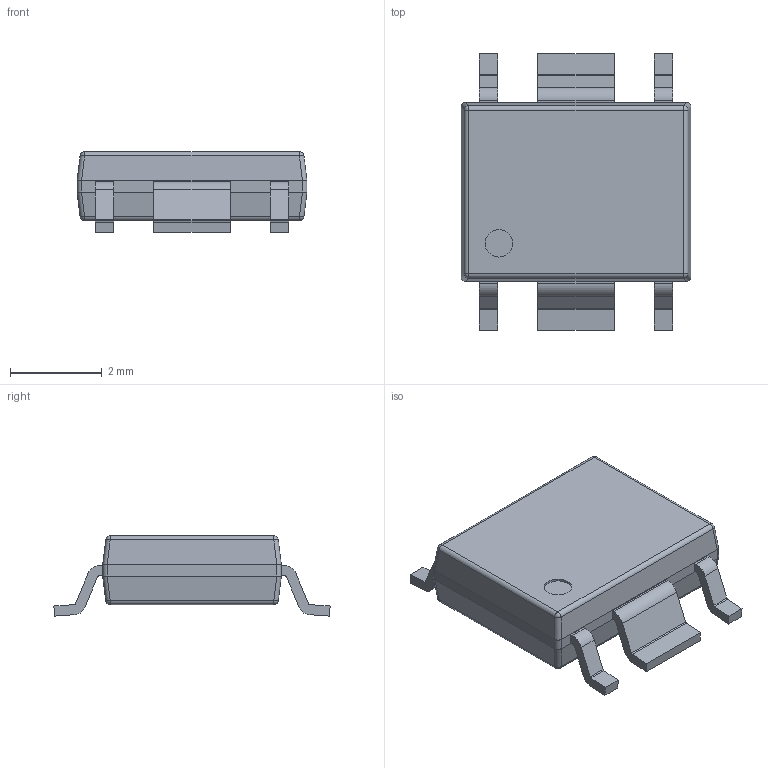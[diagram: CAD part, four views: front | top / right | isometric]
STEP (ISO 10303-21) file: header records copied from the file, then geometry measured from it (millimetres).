
FILE_DESCRIPTION(/* description */ (''),/* implementation_level */ '2;1');
FILE_NAME(/* name */ 'ABLIC HSOP6-A.step',/* time_stamp */ '2023-05-17T06:36:53+01:00',/* author */ (''),/* organization */ (''),/* preprocessor_version */ 'ST-DEVELOPER v19.2',/* originating_system */ 'Autodesk Translation Framework v12.4.0.73',/* authorisation */ '');
FILE_SCHEMA (('AUTOMOTIVE_DESIGN { 1 0 10303 214 3 1 1 }'));
Length unit declared in the file: millimetre
Products named in the file (1): ABLIC HSOP6-A
Bounding box: 5.02 x 6.03 x 1.75 mm (x, y, z)
Volume: 30.1 mm3; surface area: 81.5 mm2
Topology: 1 solids, 1 shells, 122 faces, 315 edges, 202 vertices
Faces by surface type: plane 69, cylinder 45, sphere 8
Full cylindrical faces by diameter (mm): 0.6 x1
Entity records: 3803 total; most frequent: DIRECTION 659, CARTESIAN_POINT 640, ORIENTED_EDGE 630, EDGE_CURVE 315, AXIS2_PLACEMENT_3D 221, LINE 217, VECTOR 217, VERTEX_POINT 202
